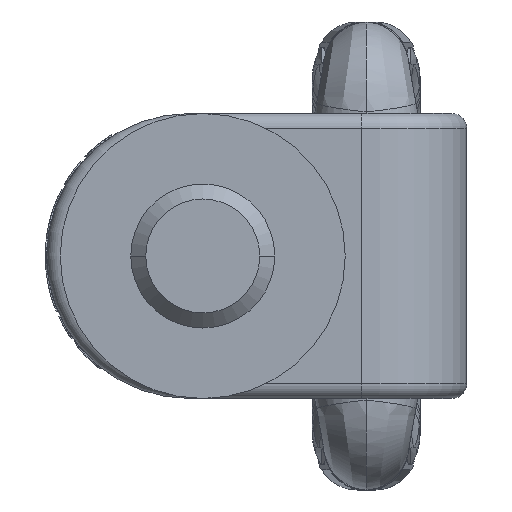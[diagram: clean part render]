
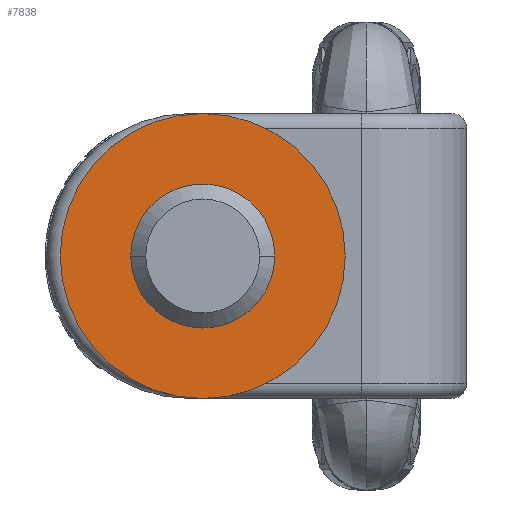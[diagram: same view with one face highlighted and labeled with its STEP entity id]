
A CAD part, front view. The second image highlights one B-rep face of the part: STEP entity #7838.
In plain terms, the highlighted planar face has unit normal (0, -1, 0).
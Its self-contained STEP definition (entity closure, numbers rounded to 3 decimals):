
#2056=CARTESIAN_POINT('',(-90.,-8.5,0.));
#2057=DIRECTION('',(0.,1.,0.));
#2058=DIRECTION('',(1.,0.,0.));
#2059=AXIS2_PLACEMENT_3D('',#2056,#2057,#2058);
#2061=CARTESIAN_POINT('',(-90.,-8.5,0.));
#2062=DIRECTION('',(0.,-1.,0.));
#2063=DIRECTION('',(1.,0.,0.));
#2064=AXIS2_PLACEMENT_3D('',#2061,#2062,#2063);
#2066=CARTESIAN_POINT('',(-90.,-8.5,0.));
#2067=DIRECTION('',(0.,-1.,0.));
#2068=DIRECTION('',(1.,0.,0.));
#2069=AXIS2_PLACEMENT_3D('',#2066,#2067,#2068);
#2079=CARTESIAN_POINT('',(-90.,-8.5,0.));
#2080=DIRECTION('',(0.,1.,0.));
#2081=DIRECTION('',(1.,0.,0.));
#2082=AXIS2_PLACEMENT_3D('',#2079,#2080,#2081);
#6403=CARTESIAN_POINT('',(-42.5,-8.5,0.));
#6405=VERTEX_POINT('',#6403);
#6411=CARTESIAN_POINT('',(-137.5,-8.5,0.));
#6413=VERTEX_POINT('',#6411);
#6423=CARTESIAN_POINT('',(-66.,-8.5,0.));
#6424=CARTESIAN_POINT('',(-114.,-8.5,0.));
#6425=VERTEX_POINT('',#6423);
#6426=VERTEX_POINT('',#6424);
#7823=CARTESIAN_POINT('',(-90.,-8.5,0.));
#7824=DIRECTION('',(0.,-1.,0.));
#7825=DIRECTION('',(-1.,0.,0.));
#7826=AXIS2_PLACEMENT_3D('',#7823,#7824,#7825);
#7827=PLANE('',#7826);
#7829=ORIENTED_EDGE('',*,*,#7828,.F.);
#7831=ORIENTED_EDGE('',*,*,#7830,.T.);
#7832=EDGE_LOOP('',(#7829,#7831));
#7833=FACE_OUTER_BOUND('',#7832,.F.);
#7834=ORIENTED_EDGE('',*,*,#7818,.F.);
#7835=ORIENTED_EDGE('',*,*,#7802,.T.);
#7836=EDGE_LOOP('',(#7834,#7835));
#7837=FACE_BOUND('',#7836,.F.);
#7838=ADVANCED_FACE('',(#7833,#7837),#7827,.T.);
#2060=CIRCLE('',#2059,24.);
#2065=CIRCLE('',#2064,24.);
#2070=CIRCLE('',#2069,47.5);
#2083=CIRCLE('',#2082,47.5);
#7802=EDGE_CURVE('',#6425,#6426,#2065,.T.);
#7818=EDGE_CURVE('',#6425,#6426,#2060,.T.);
#7828=EDGE_CURVE('',#6405,#6413,#2070,.T.);
#7830=EDGE_CURVE('',#6405,#6413,#2083,.T.);
